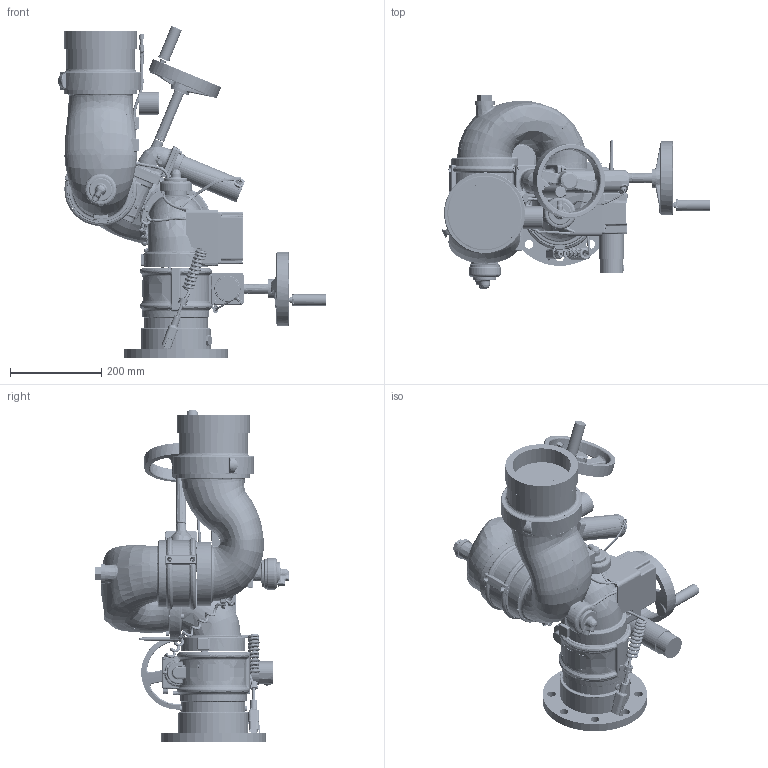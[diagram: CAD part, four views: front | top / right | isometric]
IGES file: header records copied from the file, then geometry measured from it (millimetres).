
Start section: SolidWorks IGES file using analytic representation for surfaces
Global section: file name: 7501.IGS; native system: SolidWorks 2015; preprocessor: SolidWorks 2015; author: tmott; date: 150707.141256; units: inch
Bounding box: 587.66 x 425.5 x 726.08 mm (x, y, z)
Surface area: 1194341.7 mm2 (no closed solid volume)
Topology: 0 solids, 0 shells, 2190 faces, 31280 edges, 31241 vertices
Faces by surface type: bspline 1358, revolution 832
